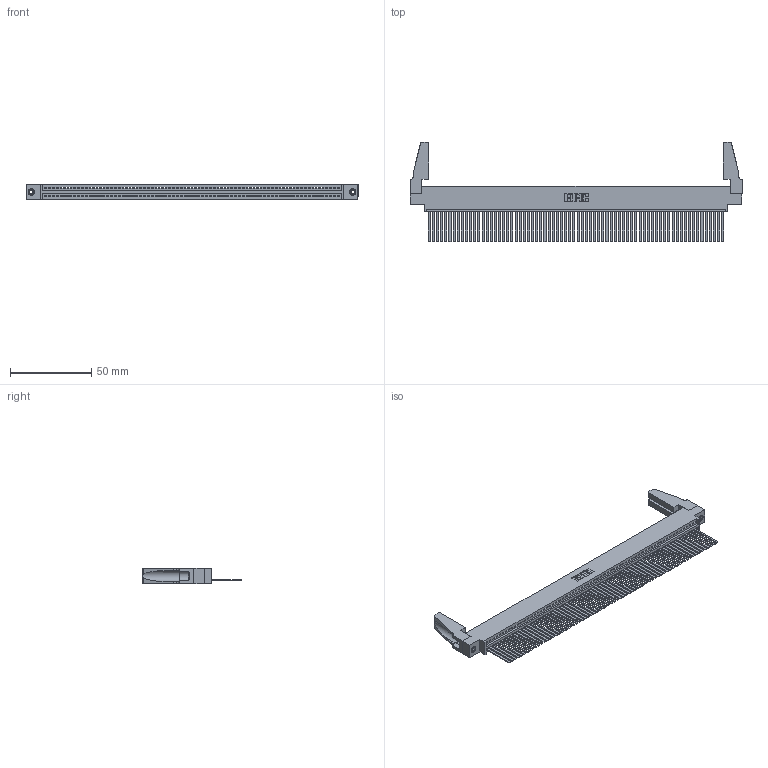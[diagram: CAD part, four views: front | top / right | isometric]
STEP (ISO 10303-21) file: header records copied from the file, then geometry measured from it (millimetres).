
FILE_DESCRIPTION (( 'STEP AP203' ), '1' );
FILE_NAME ('345-072-544-688.STEP', '2019-10-15T12:10:09', ( '' ), ( '' ), 'SwSTEP 2.0', 'SolidWorks 2016', '' );
FILE_SCHEMA (( 'CONFIG_CONTROL_DESIGN' ));
Length unit declared in the file: inch
Products named in the file (5): 345-292-001_345-293-144; 345-220-078_345-220-088; 345 Part_0.170 Offset - 0.156 Dia-TH; 345-250-001_345-250-001-102; 345-072-544-688
Assembly tree (77 placements, depth 2):
  345-072-544-688
    345 Part_0.170 Offset - 0.156 Dia-TH
    345-292-001_345-293-144  x72
    345-250-001_345-250-001-102  x2
    345-220-078_345-220-088  x2
Bounding box: 204.11 x 61.14 x 9.4 mm (x, y, z)
Volume: 23605.7 mm3; surface area: 33214.4 mm2
Topology: 77 solids, 77 shells, 3998 faces, 12043 edges, 7922 vertices
Faces by surface type: plane 2748, cylinder 1234, cone 12, torus 4
Entity records: 52246 total; most frequent: CARTESIAN_POINT 9038, ORIENTED_EDGE 9004, DIRECTION 7854, EDGE_CURVE 4502, LINE 4044, VECTOR 4044, VERTEX_POINT 2994, AXIS2_PLACEMENT_3D 1905
